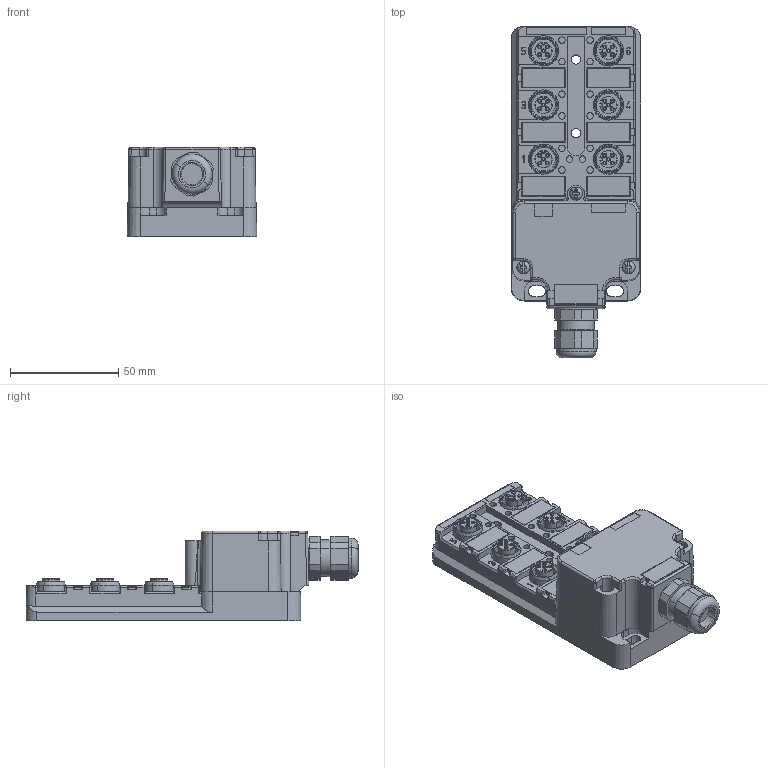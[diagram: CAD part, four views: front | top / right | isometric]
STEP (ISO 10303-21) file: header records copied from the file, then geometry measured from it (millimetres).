
FILE_DESCRIPTION(('CATIA V5 STEP Exchange','CAx-IF Rec.Pracs.--- Model Styling and Organization---1.4--- 2014-01-23'),'2;1');
FILE_NAME ('019105-2_2', '2019-06-19T07:44:06+00:00', ('none'), ('Weidmueller'), 'CATIA Version 5-6 Release 2016 SP3 HF44', 'CATIA V5 STEP AP214', 'none');
FILE_SCHEMA(('AUTOMOTIVE_DESIGN { 1 0 10303 214 1 1 1 1 }'));
Length unit declared in the file: millimetre
Products named in the file (1): 1705930000
Bounding box: 60 x 153.33 x 41.5 mm (x, y, z)
Volume: 176847.8 mm3; surface area: 44750.4 mm2
Topology: 7 solids, 12 shells, 1175 faces, 2868 edges, 1820 vertices
Faces by surface type: plane 538, cylinder 385, cone 194, torus 46, sphere 12
Entity records: 35349 total; most frequent: CARTESIAN_POINT 8088, ORIENTED_EDGE 5712, DIRECTION 4542, EDGE_CURVE 2856, AXIS2_PLACEMENT_3D 1945, VERTEX_POINT 1820, VECTOR 1609, LINE 1609
